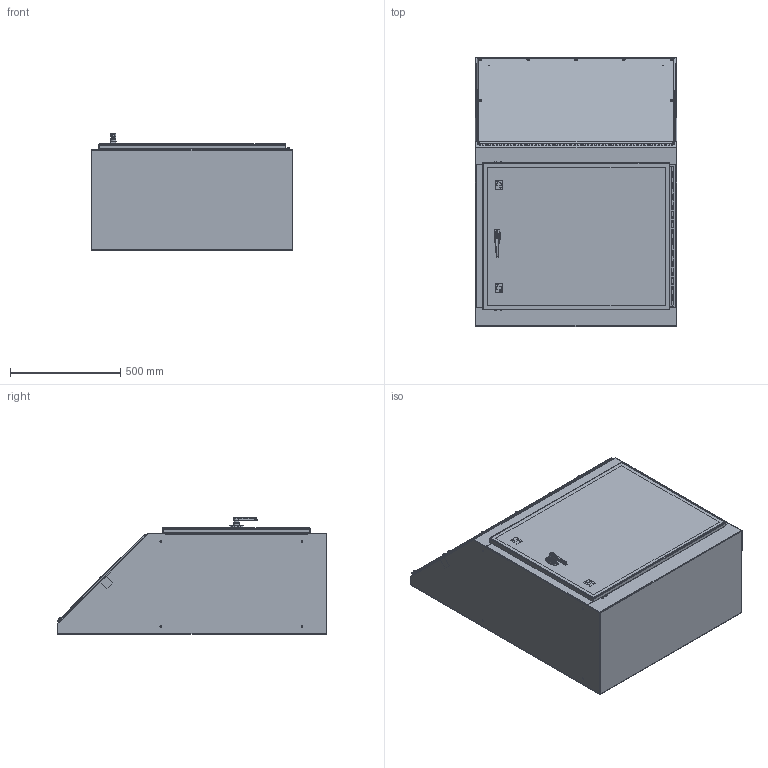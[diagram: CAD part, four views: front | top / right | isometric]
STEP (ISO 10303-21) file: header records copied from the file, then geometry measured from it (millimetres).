
FILE_DESCRIPTION (( 'STEP AP214' ), '1' );
FILE_NAME ('WC936B.STEP', '2020-03-05T20:37:53', ( '' ), ( '' ), 'SwSTEP 2.0', 'SolidWorks 2019', '' );
FILE_SCHEMA (( 'AUTOMOTIVE_DESIGN' ));
Length unit declared in the file: inch
Products named in the file (1): WC936B
Bounding box: 914.4 x 1222.38 x 528.49 mm (x, y, z)
Volume: 8613267.6 mm3; surface area: 8763443.6 mm2
Topology: 85 solids, 133 shells, 2831 faces, 7269 edges, 4767 vertices
Faces by surface type: plane 1537, cylinder 806, bspline 327, cone 157, torus 4
Full cylindrical faces by diameter (mm): 2.921 x2, 3.048 x1, 3.175 x1, 3.302 x1, 3.505 x69, 3.962 x7, 4 x3, 4.039 x2, 4.775 x7, 4.826 x7, 4.978 x7, 5.08 x4, 5.556 x2, 5.69 x4, 6.128 x2, 6.172 x2, 6.299 x7, 6.337 x6, 6.35 x8, 6.528 x7, 7.023 x16, 7.061 x7, 7.144 x9, 7.925 x2, 7.937 x2, 7.938 x7, 8.382 x32, 9.474 x7, 9.525 x2, 10.16 x4
Entity records: 141221 total; most frequent: CARTESIAN_POINT 39182, ORIENTED_EDGE 13556, DIRECTION 11857, EDGE_CURVE 6778, VERTEX_POINT 4669, AXIS2_PLACEMENT_3D 4140, EDGE_LOOP 3605, LINE 3577
